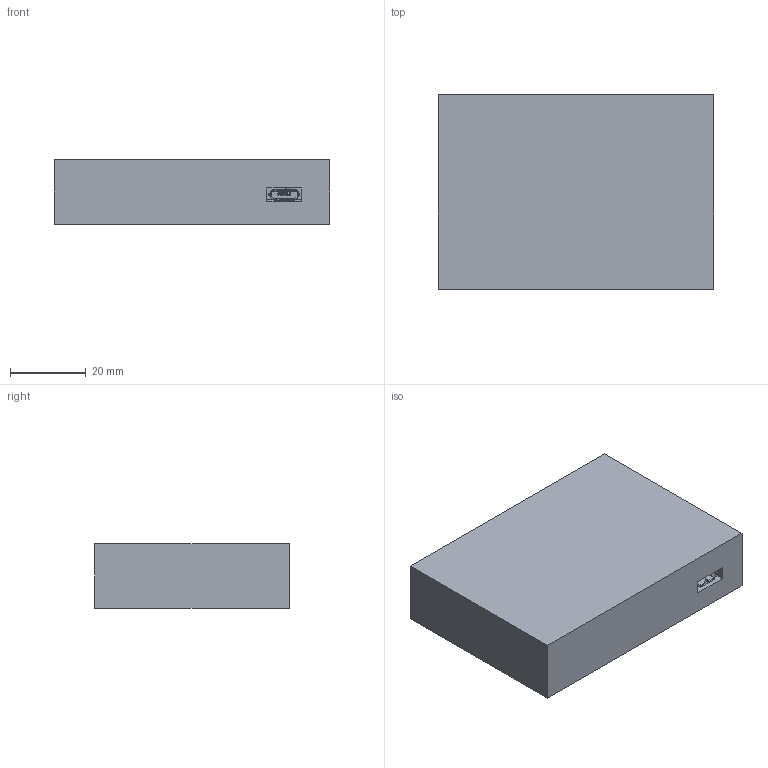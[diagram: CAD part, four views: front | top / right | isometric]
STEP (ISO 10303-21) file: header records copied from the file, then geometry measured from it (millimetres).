
FILE_DESCRIPTION (( 'STEP AP214' ), '1' );
FILE_NAME ('LoRa Basestation Enclosure.STEP', '2024-05-27T12:15:05', ( '' ), ( '' ), 'SwSTEP 2.0', 'SolidWorks 2023', '' );
FILE_SCHEMA (( 'AUTOMOTIVE_DESIGN' ));
Length unit declared in the file: millimetre
Products named in the file (2): LoRa Basestation Enclosure; LoRa Base Station Enclosure
Assembly tree (1 placements, depth 2):
  LoRa Basestation Enclosure
    LoRa Base Station Enclosure
Bounding box: 72.45 x 51.24 x 17 mm (x, y, z)
Volume: 17640.3 mm3; surface area: 30512.2 mm2
Topology: 10 solids, 10 shells, 1281 faces, 3593 edges, 2319 vertices
Faces by surface type: plane 894, cylinder 325, sphere 45, cone 12, bspline 4, torus 1
Entity records: 41050 total; most frequent: CARTESIAN_POINT 7456, ORIENTED_EDGE 7164, DIRECTION 6776, EDGE_CURVE 3582, LINE 2834, VECTOR 2834, VERTEX_POINT 2319, AXIS2_PLACEMENT_3D 1971
